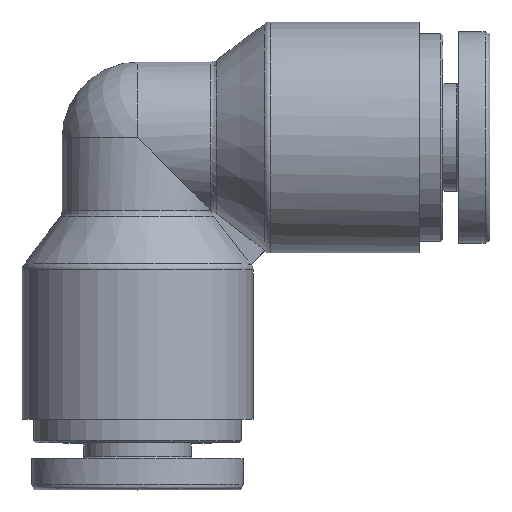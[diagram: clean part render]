
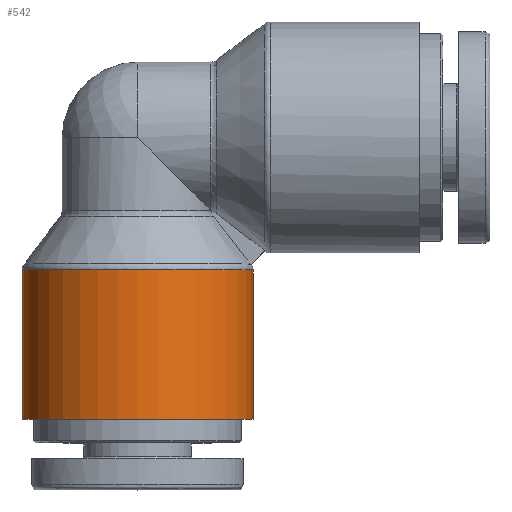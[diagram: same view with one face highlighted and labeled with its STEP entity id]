
A CAD part, top view. The second image highlights one B-rep face of the part: STEP entity #542.
In plain terms, the highlighted cylindrical face has radius 5.9 mm (diameter 11.8 mm), a full revolution.
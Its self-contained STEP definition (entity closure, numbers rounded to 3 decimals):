
#511=CARTESIAN_POINT('',(5.9,-6.768,0.));
#512=VERTEX_POINT('',#511);
#513=CARTESIAN_POINT('',(0.,-6.768,0.0));
#514=DIRECTION('',(0.0,1.0,0.0));
#515=DIRECTION('',(-1.0,0.0,0.0));
#516=AXIS2_PLACEMENT_3D('',#513,#514,#515);
#517=CIRCLE('',#516,5.9);
#518=EDGE_CURVE('',#512,#512,#517,.T.);
#523=CARTESIAN_POINT('',(0.,-10.5,0.0));
#524=DIRECTION('',(0.,-1.0,0.0));
#525=DIRECTION('',(1.0,0.0,0.0));
#526=AXIS2_PLACEMENT_3D('',#523,#524,#525);
#527=CYLINDRICAL_SURFACE('',#526,5.9);
#528=CARTESIAN_POINT('',(5.9,-14.4,0.0));
#529=VERTEX_POINT('',#528);
#530=CARTESIAN_POINT('',(0.,-14.4,0.0));
#531=DIRECTION('',(0.0,-1.0,0.0));
#532=DIRECTION('',(1.0,0.0,0.0));
#533=AXIS2_PLACEMENT_3D('',#530,#531,#532);
#534=CIRCLE('',#533,5.9);
#535=EDGE_CURVE('',#529,#529,#534,.T.);
#536=ORIENTED_EDGE('',*,*,#535,.F.);
#537=EDGE_LOOP('',(#536));
#538=FACE_OUTER_BOUND('',#537,.T.);
#539=ORIENTED_EDGE('',*,*,#518,.F.);
#540=EDGE_LOOP('',(#539));
#541=FACE_BOUND('',#540,.T.);
#542=ADVANCED_FACE('',(#538,#541),#527,.T.);
